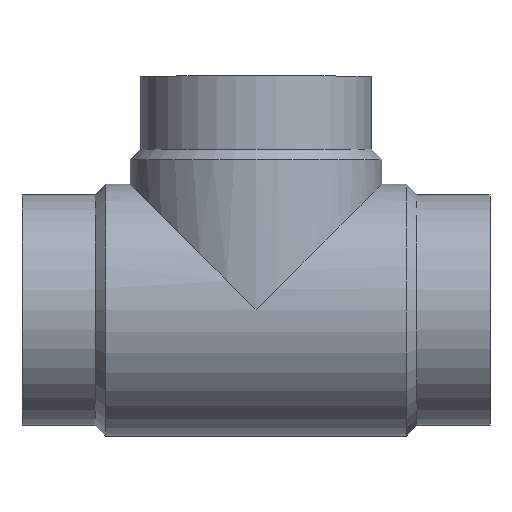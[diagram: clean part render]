
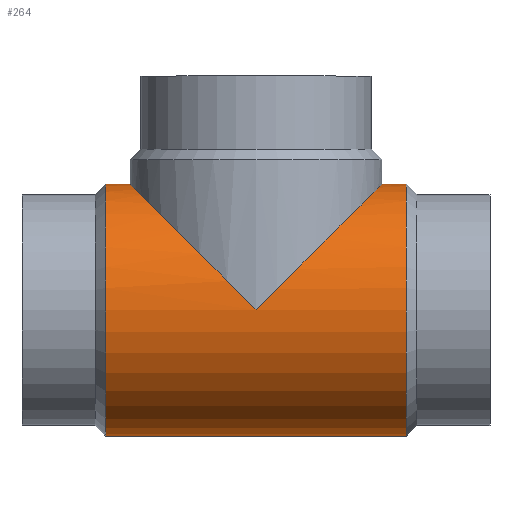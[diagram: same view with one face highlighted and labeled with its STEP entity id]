
A CAD part, top view. The second image highlights one B-rep face of the part: STEP entity #264.
In plain terms, the highlighted cylindrical face has radius 98.2 mm (diameter 196.4 mm), a partial arc.
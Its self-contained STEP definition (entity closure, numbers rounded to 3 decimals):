
#144 = VERTEX_POINT( '', #386 );
#148 = VERTEX_POINT( '', #391 );
#152 = EDGE_CURVE( '', #354, #346, #395, .T. );
#164 = VERTEX_POINT( '', #411 );
#174 = EDGE_CURVE( '', #262, #354, #422, .T. );
#198 = EDGE_CURVE( '', #148, #144, #451, .T. );
#258 = EDGE_CURVE( '', #148, #164, #514, .T. );
#262 = VERTEX_POINT( '', #519 );
#264 = ADVANCED_FACE( '', ( #521 ), #522, .T. );
#294 = EDGE_CURVE( '', #314, #164, #558, .T. );
#314 = VERTEX_POINT( '', #579 );
#330 = EDGE_CURVE( '', #144, #262, #596, .T. );
#342 = EDGE_CURVE( '', #346, #314, #609, .T. );
#346 = VERTEX_POINT( '', #613 );
#354 = VERTEX_POINT( '', #621 );
#386 = CARTESIAN_POINT( '', ( -65.2, -98.2, 0. ) );
#391 = CARTESIAN_POINT( '', ( -299.8, -98.2, 0. ) );
#395 = ELLIPSE( '', #654, 138.876, 98.2 );
#411 = CARTESIAN_POINT( '', ( -299.8, 98.2, 0. ) );
#422 = LINE( '', #688, #689 );
#451 = LINE( '', #727, #728 );
#514 = CIRCLE( '', #813, 98.2 );
#519 = CARTESIAN_POINT( '', ( -65.2, 98.2, 0. ) );
#521 = FACE_OUTER_BOUND( '', #820, .T. );
#522 = CYLINDRICAL_SURFACE( '', #821, 98.2 );
#558 = LINE( '', #865, #866 );
#579 = CARTESIAN_POINT( '', ( -280.7, 98.2, 0. ) );
#596 = CIRCLE( '', #918, 98.2 );
#609 = ELLIPSE( '', #937, 138.876, 98.2 );
#613 = CARTESIAN_POINT( '', ( -182.5, 0., 98.2 ) );
#621 = CARTESIAN_POINT( '', ( -84.3, 98.2, 0. ) );
#654 = AXIS2_PLACEMENT_3D( '', #989, #990, #991 );
#688 = CARTESIAN_POINT( '', ( -182.5, 98.2, 0. ) );
#689 = VECTOR( '', #1034, 1. );
#727 = CARTESIAN_POINT( '', ( -182.5, -98.2, 0. ) );
#728 = VECTOR( '', #1085, 1. );
#813 = AXIS2_PLACEMENT_3D( '', #1147, #1148, #1149 );
#820 = EDGE_LOOP( '', ( #1160, #1161, #1162, #1163, #1164, #1165, #1166 ) );
#821 = AXIS2_PLACEMENT_3D( '', #1167, #1168, #1169 );
#865 = CARTESIAN_POINT( '', ( -182.5, 98.2, 0. ) );
#866 = VECTOR( '', #1218, 1. );
#918 = AXIS2_PLACEMENT_3D( '', #1254, #1255, #1256 );
#937 = AXIS2_PLACEMENT_3D( '', #1271, #1272, #1273 );
#989 = CARTESIAN_POINT( '', ( -182.5, 0., 0. ) );
#990 = DIRECTION( '', ( 0.707, -0.707, 0. ) );
#991 = DIRECTION( '', ( 0.707, 0.707, 0. ) );
#1034 = DIRECTION( '', ( -1., 0., 0. ) );
#1085 = DIRECTION( '', ( 1., 0., 0. ) );
#1147 = CARTESIAN_POINT( '', ( -299.8, 0., 0. ) );
#1148 = DIRECTION( '', ( -1., 0., 0. ) );
#1149 = DIRECTION( '', ( 0., 1., 0. ) );
#1160 = ORIENTED_EDGE( '', *, *, #174, .T. );
#1161 = ORIENTED_EDGE( '', *, *, #152, .T. );
#1162 = ORIENTED_EDGE( '', *, *, #342, .T. );
#1163 = ORIENTED_EDGE( '', *, *, #294, .T. );
#1164 = ORIENTED_EDGE( '', *, *, #258, .F. );
#1165 = ORIENTED_EDGE( '', *, *, #198, .T. );
#1166 = ORIENTED_EDGE( '', *, *, #330, .T. );
#1167 = CARTESIAN_POINT( '', ( -182.5, 0., 0. ) );
#1168 = DIRECTION( '', ( 1., 0., 0. ) );
#1169 = DIRECTION( '', ( 0., 1., 0. ) );
#1218 = DIRECTION( '', ( -1., 0., 0. ) );
#1254 = CARTESIAN_POINT( '', ( -65.2, 0., 0. ) );
#1255 = DIRECTION( '', ( -1., 0., 0. ) );
#1256 = DIRECTION( '', ( 0., 1., 0. ) );
#1271 = CARTESIAN_POINT( '', ( -182.5, 0., 0. ) );
#1272 = DIRECTION( '', ( -0.707, -0.707, 0. ) );
#1273 = DIRECTION( '', ( 0.707, -0.707, 0. ) );
